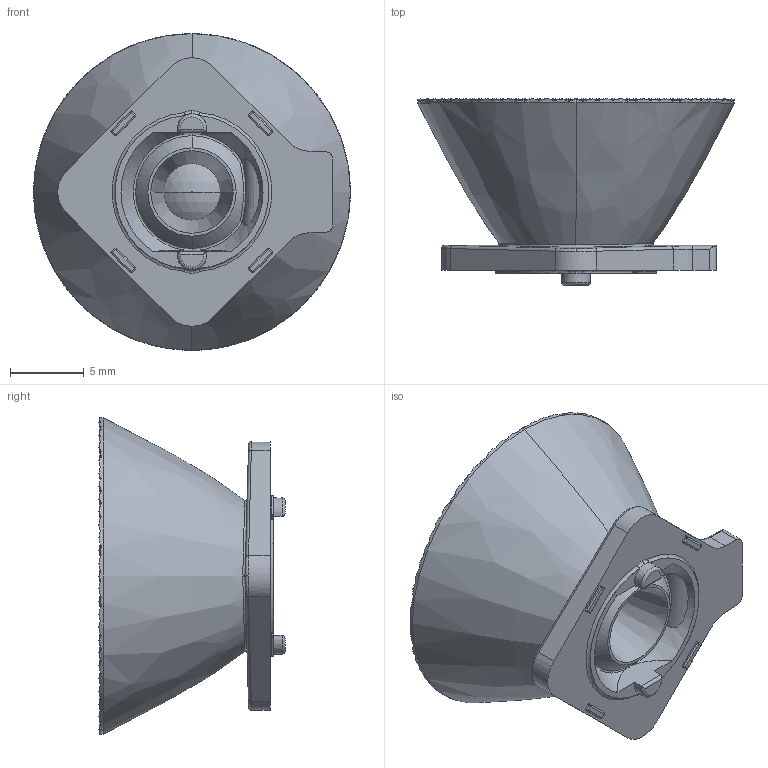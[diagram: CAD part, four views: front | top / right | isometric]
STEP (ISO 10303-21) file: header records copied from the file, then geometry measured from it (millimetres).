
FILE_DESCRIPTION (( 'STEP AP214' ), '1' );
FILE_NAME ('ﾋ竟鈞 ﾀﾌﾒ-HB-D21-3535-20_ﾃﾌ.STEP', '2025-03-06T14:55:31', ( '' ), ( '' ), 'SwSTEP 2.0', 'SolidWorks 2019', '' );
FILE_SCHEMA (( 'AUTOMOTIVE_DESIGN' ));
Length unit declared in the file: millimetre
Products named in the file (1): ﾋ竟鈞 ﾀﾌﾒ-HB-D21-3535-20_ﾃﾌ
Bounding box: 21.4 x 12.58 x 21.4 mm (x, y, z)
Volume: 2271.4 mm3; surface area: 1493.5 mm2
Topology: 1 solids, 1 shells, 3891 faces, 11218 edges, 6560 vertices
Faces by surface type: sphere 1650, bspline 1251, cone 880, cylinder 58, plane 38, torus 14
Entity records: 134190 total; most frequent: CARTESIAN_POINT 53811, ORIENTED_EDGE 17788, DIRECTION 16040, EDGE_CURVE 8894, AXIS2_PLACEMENT_3D 7569, VERTEX_POINT 5012, CIRCLE 4928, EDGE_LOOP 3898
